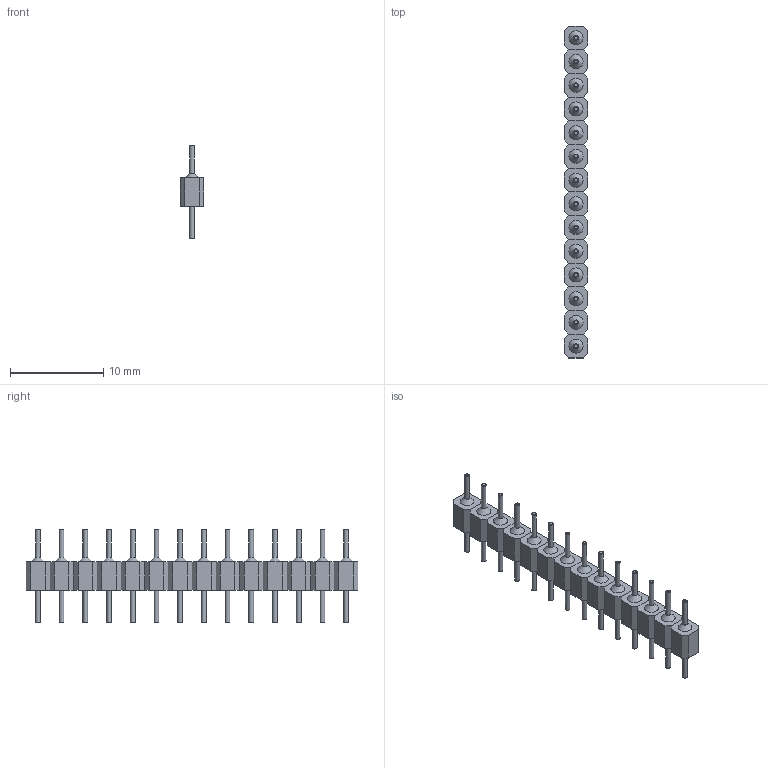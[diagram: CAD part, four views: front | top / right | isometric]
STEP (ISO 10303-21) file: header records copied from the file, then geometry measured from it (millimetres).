
FILE_DESCRIPTION(('FreeCAD Model'),'2;1');
FILE_NAME('pin-hdr-14.step','2021-08-20T20:37:18',('Author'),(''), 'Open CASCADE STEP processor 7.4','FreeCAD','Unknown');
FILE_SCHEMA(('AUTOMOTIVE_DESIGN { 1 0 10303 214 1 1 1 1 }'));
Length unit declared in the file: millimetre
Products named in the file (3): pin; PinBody; PinPlastic
Assembly tree (2 placements, depth 2):
  pin
    PinBody
    PinPlastic
Bounding box: 2.54 x 35.56 x 10 mm (x, y, z)
Volume: 274.1 mm3; surface area: 970.5 mm2
Topology: 15 solids, 15 shells, 254 faces, 522 edges, 312 vertices
Faces by surface type: plane 156, cylinder 56, cone 42
Full cylindrical faces by diameter (mm): 0.5 x28, 1.5 x28
Entity records: 13207 total; most frequent: CARTESIAN_POINT 2471, DIRECTION 1884, ORIENTED_EDGE 1044, PCURVE 1044, DEFINITIONAL_REPRESENTATION 1044, LINE 1006, VECTOR 1006, EDGE_CURVE 522
